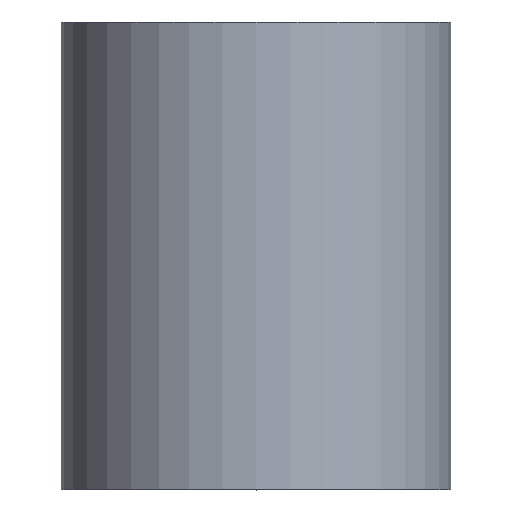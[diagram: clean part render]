
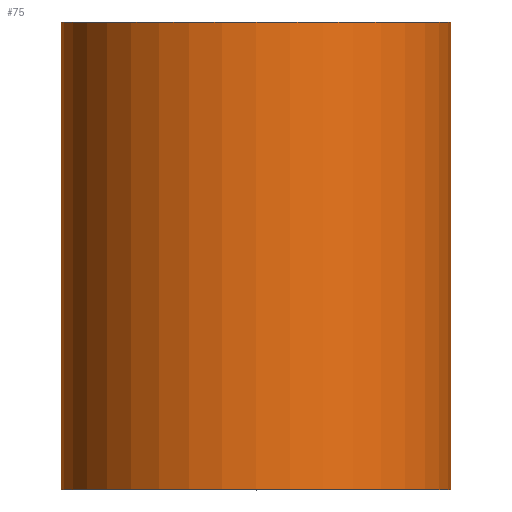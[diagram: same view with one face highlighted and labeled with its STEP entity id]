
A CAD part, top view. The second image highlights one B-rep face of the part: STEP entity #75.
In plain terms, the highlighted cylindrical face has radius 7.5 mm (diameter 15 mm), a full revolution.
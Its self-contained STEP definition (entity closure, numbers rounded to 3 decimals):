
#75=ADVANCED_FACE('',(#111,#113),#115,.T.);
#111=FACE_OUTER_BOUND('',#112,.T.);
#112=EDGE_LOOP('',(#126));
#113=FACE_OUTER_BOUND('',#114,.T.);
#114=EDGE_LOOP('',(#127));
#115=CYLINDRICAL_SURFACE('',#116,7.5);
#116=AXIS2_PLACEMENT_3D('',#117,#118,#119);
#117=CARTESIAN_POINT('',(0.,18.,0.));
#118=DIRECTION('',(-0.,-1.,-0.));
#119=DIRECTION('',(0.,0.,-1.));
#126=ORIENTED_EDGE('',*,*,#130,.F.);
#127=ORIENTED_EDGE('',*,*,#128,.T.);
#128=EDGE_CURVE('',#132,#132,#133,.T.);
#130=EDGE_CURVE('',#136,#136,#137,.T.);
#132=VERTEX_POINT('',#140);
#133=CIRCLE('',#141,7.5);
#136=VERTEX_POINT('',#150);
#137=CIRCLE('',#151,7.5);
#140=CARTESIAN_POINT('',(0.,0.,-7.5));
#141=AXIS2_PLACEMENT_3D('',#142,#143,#144);
#142=CARTESIAN_POINT('',(0.,0.,0.));
#143=DIRECTION('',(0.,1.,0.));
#144=DIRECTION('',(0.,0.,1.));
#150=CARTESIAN_POINT('',(0.,18.,-7.5));
#151=AXIS2_PLACEMENT_3D('',#152,#153,#154);
#152=CARTESIAN_POINT('',(0.,18.,0.));
#153=DIRECTION('',(0.,1.,0.));
#154=DIRECTION('',(0.,0.,1.));
